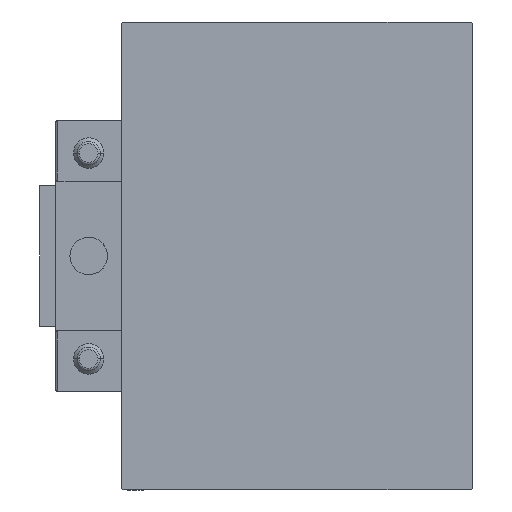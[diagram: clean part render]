
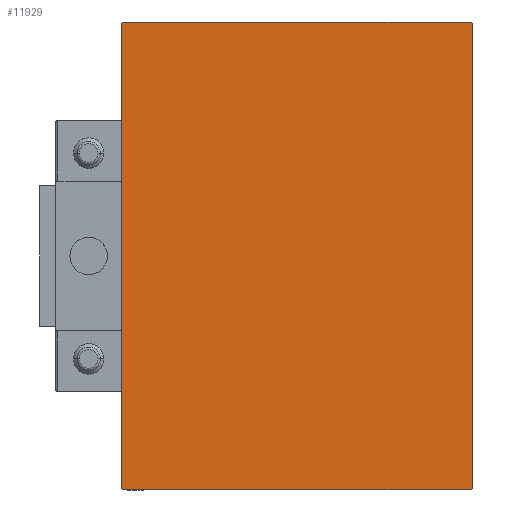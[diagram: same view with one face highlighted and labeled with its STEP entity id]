
A CAD part, left-side view. The second image highlights one B-rep face of the part: STEP entity #11929.
In plain terms, the highlighted face is planar.
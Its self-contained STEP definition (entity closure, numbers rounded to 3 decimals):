
#1861 = ORIENTED_EDGE ( 'NONE', *, *, #22848, .T. ) ;
#3536 = ORIENTED_EDGE ( 'NONE', *, *, #28386, .T. ) ;
#3707 = DIRECTION ( 'NONE',  ( 0., 0.707, 0.707 ) ) ;
#4856 = LINE ( 'NONE', #21274, #19644 ) ;
#5516 = DIRECTION ( 'NONE',  ( 0., 0., 1. ) ) ;
#5914 = CARTESIAN_POINT ( 'NONE',  ( 98., -37.5, 50. ) ) ;
#6381 = CARTESIAN_POINT ( 'NONE',  ( 98., -37.2, -50. ) ) ;
#7962 = PLANE ( 'NONE',  #45069 ) ;
#8702 = DIRECTION ( 'NONE',  ( 0., -0.707, 0.707 ) ) ;
#9236 = VERTEX_POINT ( 'NONE', #24939 ) ;
#10537 = LINE ( 'NONE', #5914, #49171 ) ;
#11083 = CARTESIAN_POINT ( 'NONE',  ( 98., -37.5, -49.7 ) ) ;
#11217 = LINE ( 'NONE', #19169, #47327 ) ;
#11929 = ADVANCED_FACE ( 'NONE', ( #16689 ), #7962, .T. ) ;
#12646 = VECTOR ( 'NONE', #28788, 1000. ) ;
#12730 = VERTEX_POINT ( 'NONE', #32854 ) ;
#12807 = VERTEX_POINT ( 'NONE', #48166 ) ;
#16689 = FACE_OUTER_BOUND ( 'NONE', #30311, .T. ) ;
#17149 = CARTESIAN_POINT ( 'NONE',  ( 98., -37.5, -50. ) ) ;
#18088 = ORIENTED_EDGE ( 'NONE', *, *, #33397, .T. ) ;
#19169 = CARTESIAN_POINT ( 'NONE',  ( 98., -43.6, -43.6 ) ) ;
#19644 = VECTOR ( 'NONE', #8702, 1000. ) ;
#20361 = VERTEX_POINT ( 'NONE', #11083 ) ;
#20903 = CARTESIAN_POINT ( 'NONE',  ( 98., -37.5, 49.7 ) ) ;
#21274 = CARTESIAN_POINT ( 'NONE',  ( 98., 43.6, 43.6 ) ) ;
#21434 = CARTESIAN_POINT ( 'NONE',  ( 98., 37.5, -50. ) ) ;
#21954 = ORIENTED_EDGE ( 'NONE', *, *, #26655, .T. ) ;
#22047 = ORIENTED_EDGE ( 'NONE', *, *, #23299, .T. ) ;
#22338 = ORIENTED_EDGE ( 'NONE', *, *, #27984, .T. ) ;
#22400 = EDGE_CURVE ( 'NONE', #20361, #49689, #11217, .T. ) ;
#22848 = EDGE_CURVE ( 'NONE', #12807, #9236, #31165, .T. ) ;
#23299 = EDGE_CURVE ( 'NONE', #23895, #20361, #10537, .T. ) ;
#23769 = VECTOR ( 'NONE', #3707, 1000. ) ;
#23895 = VERTEX_POINT ( 'NONE', #20903 ) ;
#24939 = CARTESIAN_POINT ( 'NONE',  ( 98., 37.5, -49.7 ) ) ;
#26655 = EDGE_CURVE ( 'NONE', #39626, #12730, #50603, .T. ) ;
#27421 = VECTOR ( 'NONE', #41477, 1000. ) ;
#27984 = EDGE_CURVE ( 'NONE', #49689, #12807, #35174, .T. ) ;
#28386 = EDGE_CURVE ( 'NONE', #9236, #40185, #29856, .T. ) ;
#28788 = DIRECTION ( 'NONE',  ( 0., -1., 0. ) ) ;
#29856 = LINE ( 'NONE', #21434, #35644 ) ;
#30311 = EDGE_LOOP ( 'NONE', ( #22338, #1861, #3536, #18088, #21954, #36650, #22047, #33714 ) ) ;
#31165 = LINE ( 'NONE', #47078, #23769 ) ;
#32783 = DIRECTION ( 'NONE',  ( 0., 1., 0. ) ) ;
#32854 = CARTESIAN_POINT ( 'NONE',  ( 98., -37.2, 50. ) ) ;
#33143 = VECTOR ( 'NONE', #32783, 1000. ) ;
#33397 = EDGE_CURVE ( 'NONE', #40185, #39626, #4856, .T. ) ;
#33714 = ORIENTED_EDGE ( 'NONE', *, *, #22400, .T. ) ;
#34313 = DIRECTION ( 'NONE',  ( 0., 0.707, -0.707 ) ) ;
#35174 = LINE ( 'NONE', #17149, #33143 ) ;
#35424 = CARTESIAN_POINT ( 'NONE',  ( 98., 0., 0. ) ) ;
#35644 = VECTOR ( 'NONE', #5516, 1000. ) ;
#36650 = ORIENTED_EDGE ( 'NONE', *, *, #49916, .T. ) ;
#39626 = VERTEX_POINT ( 'NONE', #46152 ) ;
#40084 = CARTESIAN_POINT ( 'NONE',  ( 98., 37.5, 50. ) ) ;
#40185 = VERTEX_POINT ( 'NONE', #47618 ) ;
#40294 = DIRECTION ( 'NONE',  ( 1., 0., 0. ) ) ;
#41477 = DIRECTION ( 'NONE',  ( 0., -0.707, -0.707 ) ) ;
#45069 = AXIS2_PLACEMENT_3D ( 'NONE', #35424, #40294, #47988 ) ;
#45335 = CARTESIAN_POINT ( 'NONE',  ( 98., -43.6, 43.6 ) ) ;
#46091 = LINE ( 'NONE', #45335, #27421 ) ;
#46152 = CARTESIAN_POINT ( 'NONE',  ( 98., 37.2, 50. ) ) ;
#47078 = CARTESIAN_POINT ( 'NONE',  ( 98., 43.6, -43.6 ) ) ;
#47327 = VECTOR ( 'NONE', #34313, 1000. ) ;
#47618 = CARTESIAN_POINT ( 'NONE',  ( 98., 37.5, 49.7 ) ) ;
#47988 = DIRECTION ( 'NONE',  ( 0., 0., -1. ) ) ;
#48166 = CARTESIAN_POINT ( 'NONE',  ( 98., 37.2, -50. ) ) ;
#49171 = VECTOR ( 'NONE', #49279, 1000. ) ;
#49279 = DIRECTION ( 'NONE',  ( 0., 0., -1. ) ) ;
#49689 = VERTEX_POINT ( 'NONE', #6381 ) ;
#49916 = EDGE_CURVE ( 'NONE', #12730, #23895, #46091, .T. ) ;
#50603 = LINE ( 'NONE', #40084, #12646 ) ;
